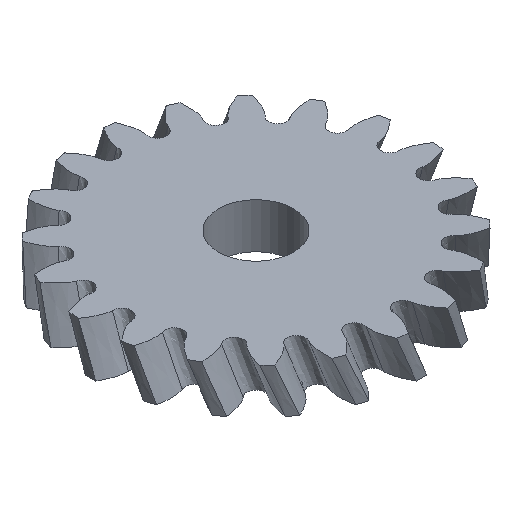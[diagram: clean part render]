
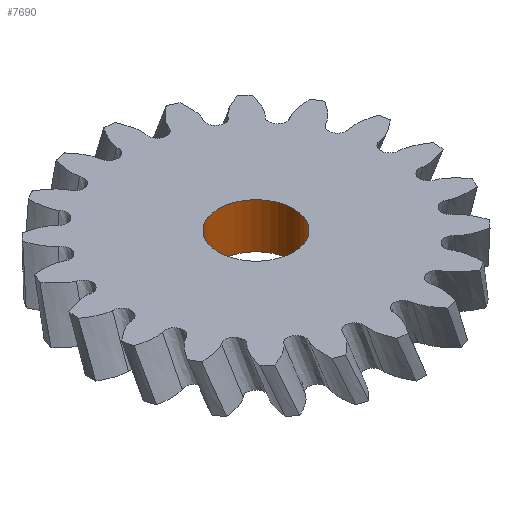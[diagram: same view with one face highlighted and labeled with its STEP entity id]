
A CAD part, isometric view. The second image highlights one B-rep face of the part: STEP entity #7690.
In plain terms, the highlighted cylindrical face has radius 2.5 mm (diameter 5 mm), a full revolution.
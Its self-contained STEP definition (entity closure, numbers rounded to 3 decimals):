
#57 = PLANE('',#58);
#58 = AXIS2_PLACEMENT_3D('',#59,#60,#61);
#59 = CARTESIAN_POINT('',(0.,0.,0.));
#60 = DIRECTION('',(0.,0.,1.));
#61 = DIRECTION('',(1.,0.,0.));
#128 = PLANE('',#129);
#129 = AXIS2_PLACEMENT_3D('',#130,#131,#132);
#130 = CARTESIAN_POINT('',(0.,0.,3.));
#131 = DIRECTION('',(0.,-0.,-1.));
#132 = DIRECTION('',(-1.,0.,0.));
#3468 = EDGE_CURVE('',#3469,#3469,#3471,.T.);
#3469 = VERTEX_POINT('',#3470);
#3470 = CARTESIAN_POINT('',(2.5,0.,0.));
#3471 = SURFACE_CURVE('',#3472,(#3477,#3484),.PCURVE_S1.);
#3472 = CIRCLE('',#3473,2.5);
#3473 = AXIS2_PLACEMENT_3D('',#3474,#3475,#3476);
#3474 = CARTESIAN_POINT('',(0.,0.,0.));
#3475 = DIRECTION('',(0.,0.,1.));
#3476 = DIRECTION('',(1.,0.,0.));
#3477 = PCURVE('',#57,#3478);
#3478 = DEFINITIONAL_REPRESENTATION('',(#3479),#3483);
#3479 = CIRCLE('',#3480,2.5);
#3480 = AXIS2_PLACEMENT_2D('',#3481,#3482);
#3481 = CARTESIAN_POINT('',(0.,0.));
#3482 = DIRECTION('',(1.,0.));
#3483 = ( GEOMETRIC_REPRESENTATION_CONTEXT(2) 
PARAMETRIC_REPRESENTATION_CONTEXT() REPRESENTATION_CONTEXT('2D SPACE',''
  ) );
#3484 = PCURVE('',#3485,#3490);
#3485 = CYLINDRICAL_SURFACE('',#3486,2.5);
#3486 = AXIS2_PLACEMENT_3D('',#3487,#3488,#3489);
#3487 = CARTESIAN_POINT('',(0.,0.,22.014));
#3488 = DIRECTION('',(0.,0.,1.));
#3489 = DIRECTION('',(1.,0.,0.));
#3490 = DEFINITIONAL_REPRESENTATION('',(#3491),#3495);
#3491 = LINE('',#3492,#3493);
#3492 = CARTESIAN_POINT('',(-6.283,-22.014));
#3493 = VECTOR('',#3494,1.);
#3494 = DIRECTION('',(1.,-0.));
#3495 = ( GEOMETRIC_REPRESENTATION_CONTEXT(2) 
PARAMETRIC_REPRESENTATION_CONTEXT() REPRESENTATION_CONTEXT('2D SPACE',''
  ) );
#5504 = EDGE_CURVE('',#5505,#5505,#5507,.T.);
#5505 = VERTEX_POINT('',#5506);
#5506 = CARTESIAN_POINT('',(2.5,0.,3.));
#5507 = SURFACE_CURVE('',#5508,(#5513,#5520),.PCURVE_S1.);
#5508 = CIRCLE('',#5509,2.5);
#5509 = AXIS2_PLACEMENT_3D('',#5510,#5511,#5512);
#5510 = CARTESIAN_POINT('',(0.,0.,3.));
#5511 = DIRECTION('',(0.,-0.,-1.));
#5512 = DIRECTION('',(1.,0.,0.));
#5513 = PCURVE('',#128,#5514);
#5514 = DEFINITIONAL_REPRESENTATION('',(#5515),#5519);
#5515 = CIRCLE('',#5516,2.5);
#5516 = AXIS2_PLACEMENT_2D('',#5517,#5518);
#5517 = CARTESIAN_POINT('',(0.,0.));
#5518 = DIRECTION('',(-1.,0.));
#5519 = ( GEOMETRIC_REPRESENTATION_CONTEXT(2) 
PARAMETRIC_REPRESENTATION_CONTEXT() REPRESENTATION_CONTEXT('2D SPACE',''
  ) );
#5520 = PCURVE('',#3485,#5521);
#5521 = DEFINITIONAL_REPRESENTATION('',(#5522),#5526);
#5522 = LINE('',#5523,#5524);
#5523 = CARTESIAN_POINT('',(-0.,-19.014));
#5524 = VECTOR('',#5525,1.);
#5525 = DIRECTION('',(-1.,-0.));
#5526 = ( GEOMETRIC_REPRESENTATION_CONTEXT(2) 
PARAMETRIC_REPRESENTATION_CONTEXT() REPRESENTATION_CONTEXT('2D SPACE',''
  ) );
#7690 = ADVANCED_FACE('',(#7691),#3485,.F.);
#7691 = FACE_BOUND('',#7692,.T.);
#7692 = EDGE_LOOP('',(#7693,#7694,#7715,#7716));
#7693 = ORIENTED_EDGE('',*,*,#5504,.F.);
#7694 = ORIENTED_EDGE('',*,*,#7695,.T.);
#7695 = EDGE_CURVE('',#5505,#3469,#7696,.T.);
#7696 = SEAM_CURVE('',#7697,(#7701,#7708),.PCURVE_S1.);
#7697 = LINE('',#7698,#7699);
#7698 = CARTESIAN_POINT('',(2.5,0.,22.014));
#7699 = VECTOR('',#7700,1.);
#7700 = DIRECTION('',(0.,0.,-1.));
#7701 = PCURVE('',#3485,#7702);
#7702 = DEFINITIONAL_REPRESENTATION('',(#7703),#7707);
#7703 = LINE('',#7704,#7705);
#7704 = CARTESIAN_POINT('',(-0.,0.));
#7705 = VECTOR('',#7706,1.);
#7706 = DIRECTION('',(-0.,-1.));
#7707 = ( GEOMETRIC_REPRESENTATION_CONTEXT(2) 
PARAMETRIC_REPRESENTATION_CONTEXT() REPRESENTATION_CONTEXT('2D SPACE',''
  ) );
#7708 = PCURVE('',#3485,#7709);
#7709 = DEFINITIONAL_REPRESENTATION('',(#7710),#7714);
#7710 = LINE('',#7711,#7712);
#7711 = CARTESIAN_POINT('',(-6.283,0.));
#7712 = VECTOR('',#7713,1.);
#7713 = DIRECTION('',(-0.,-1.));
#7714 = ( GEOMETRIC_REPRESENTATION_CONTEXT(2) 
PARAMETRIC_REPRESENTATION_CONTEXT() REPRESENTATION_CONTEXT('2D SPACE',''
  ) );
#7715 = ORIENTED_EDGE('',*,*,#3468,.F.);
#7716 = ORIENTED_EDGE('',*,*,#7695,.F.);
